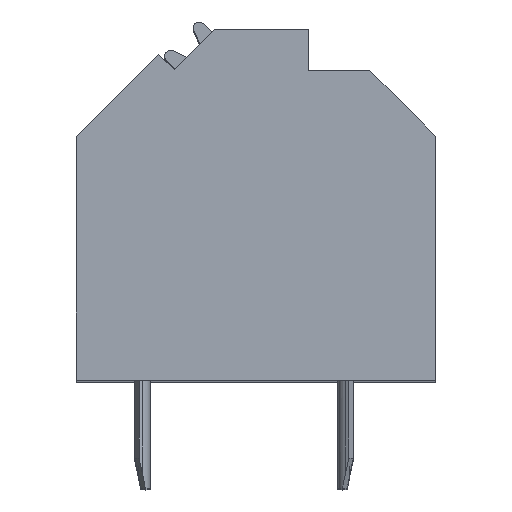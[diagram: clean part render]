
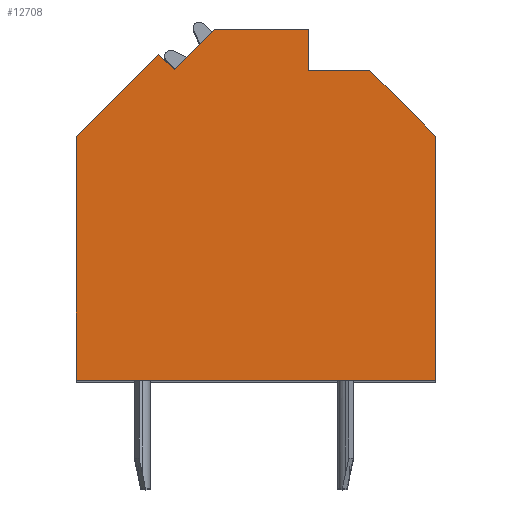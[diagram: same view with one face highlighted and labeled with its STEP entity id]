
A CAD part, top view. The second image highlights one B-rep face of the part: STEP entity #12708.
In plain terms, the highlighted planar face has unit normal (0, 0, 1).
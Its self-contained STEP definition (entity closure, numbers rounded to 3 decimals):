
#3937=DIRECTION('',(-0.707,-0.707,0.));
#3938=VECTOR('',#3937,1.897);
#3939=CARTESIAN_POINT('',(-1.39,5.718,37.695));
#3940=LINE('',#3939,#3938);
#3941=DIRECTION('',(-1.,0.,0.));
#3942=VECTOR('',#3941,3.14);
#3943=CARTESIAN_POINT('',(1.75,5.718,37.695));
#3944=LINE('',#3943,#3942);
#3945=DIRECTION('',(0.,1.,0.));
#3946=VECTOR('',#3945,1.368);
#3947=CARTESIAN_POINT('',(1.75,4.35,37.695));
#3948=LINE('',#3947,#3946);
#3949=DIRECTION('',(-1.,0.,0.));
#3950=VECTOR('',#3949,2.05);
#3951=CARTESIAN_POINT('',(3.8,4.35,37.695));
#3952=LINE('',#3951,#3950);
#3953=DIRECTION('',(-0.707,0.707,0.));
#3954=VECTOR('',#3953,3.111);
#3955=CARTESIAN_POINT('',(6.,2.15,37.695));
#3956=LINE('',#3955,#3954);
#3957=DIRECTION('',(0.,1.,0.));
#3958=VECTOR('',#3957,8.15);
#3959=CARTESIAN_POINT('',(6.,-6.,37.695));
#3960=LINE('',#3959,#3958);
#3961=DIRECTION('',(1.,0.,0.));
#3962=VECTOR('',#3961,12.);
#3963=CARTESIAN_POINT('',(-6.,-6.,37.695));
#3964=LINE('',#3963,#3962);
#3965=DIRECTION('',(0.,-1.,0.));
#3966=VECTOR('',#3965,8.14);
#3967=CARTESIAN_POINT('',(-6.,2.14,37.695));
#3968=LINE('',#3967,#3966);
#3969=DIRECTION('',(-0.707,-0.707,0.));
#3970=VECTOR('',#3969,3.892);
#3971=CARTESIAN_POINT('',(-3.248,4.892,37.695));
#3972=LINE('',#3971,#3970);
#3973=DIRECTION('',(-0.707,0.707,0.));
#3974=VECTOR('',#3973,0.73);
#3975=CARTESIAN_POINT('',(-2.732,4.376,37.695));
#3976=LINE('',#3975,#3974);
#5925=CARTESIAN_POINT('',(-1.39,5.718,37.695));
#5926=CARTESIAN_POINT('',(-2.732,4.376,37.695));
#5927=VERTEX_POINT('',#5925);
#5928=VERTEX_POINT('',#5926);
#5929=CARTESIAN_POINT('',(-3.248,4.892,37.695));
#5930=VERTEX_POINT('',#5929);
#5931=CARTESIAN_POINT('',(-6.,2.14,37.695));
#5932=VERTEX_POINT('',#5931);
#5933=CARTESIAN_POINT('',(-6.,-6.,37.695));
#5934=VERTEX_POINT('',#5933);
#5935=CARTESIAN_POINT('',(6.,-6.,37.695));
#5936=VERTEX_POINT('',#5935);
#5937=CARTESIAN_POINT('',(6.,2.15,37.695));
#5938=VERTEX_POINT('',#5937);
#5939=CARTESIAN_POINT('',(3.8,4.35,37.695));
#5940=VERTEX_POINT('',#5939);
#5941=CARTESIAN_POINT('',(1.75,4.35,37.695));
#5942=VERTEX_POINT('',#5941);
#5943=CARTESIAN_POINT('',(1.75,5.718,37.695));
#5944=VERTEX_POINT('',#5943);
#12691=CARTESIAN_POINT('',(0.,0.,37.695));
#12692=DIRECTION('',(0.,0.,1.));
#12693=DIRECTION('',(1.,0.,0.));
#12694=AXIS2_PLACEMENT_3D('',#12691,#12692,#12693);
#12695=PLANE('',#12694);
#12696=ORIENTED_EDGE('',*,*,#8060,.F.);
#12697=ORIENTED_EDGE('',*,*,#10064,.F.);
#12698=ORIENTED_EDGE('',*,*,#10078,.F.);
#12699=ORIENTED_EDGE('',*,*,#10092,.F.);
#12700=ORIENTED_EDGE('',*,*,#10106,.F.);
#12701=ORIENTED_EDGE('',*,*,#10120,.F.);
#12702=ORIENTED_EDGE('',*,*,#10134,.F.);
#12703=ORIENTED_EDGE('',*,*,#10511,.F.);
#12704=ORIENTED_EDGE('',*,*,#10881,.F.);
#12705=ORIENTED_EDGE('',*,*,#7828,.F.);
#12706=EDGE_LOOP('',(#12696,#12697,#12698,#12699,#12700,#12701,#12702,#12703,
#12704,#12705));
#12707=FACE_OUTER_BOUND('',#12706,.F.);
#7828=EDGE_CURVE('',#5928,#5930,#3976,.T.);
#8060=EDGE_CURVE('',#5927,#5928,#3940,.T.);
#10064=EDGE_CURVE('',#5944,#5927,#3944,.T.);
#10078=EDGE_CURVE('',#5942,#5944,#3948,.T.);
#10092=EDGE_CURVE('',#5940,#5942,#3952,.T.);
#10106=EDGE_CURVE('',#5938,#5940,#3956,.T.);
#10120=EDGE_CURVE('',#5936,#5938,#3960,.T.);
#10134=EDGE_CURVE('',#5934,#5936,#3964,.T.);
#10511=EDGE_CURVE('',#5932,#5934,#3968,.T.);
#10881=EDGE_CURVE('',#5930,#5932,#3972,.T.);
#12708=ADVANCED_FACE('',(#12707),#12695,.T.);
